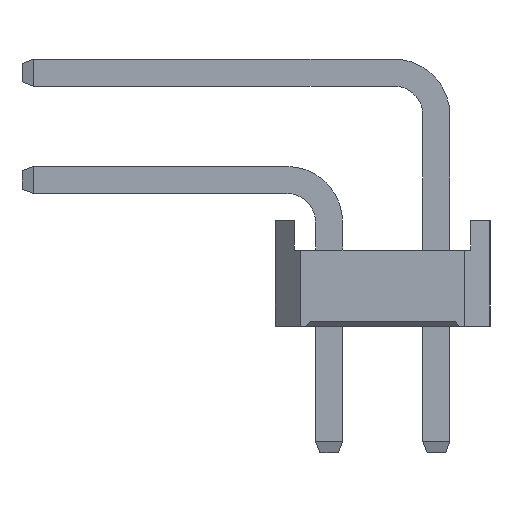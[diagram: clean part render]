
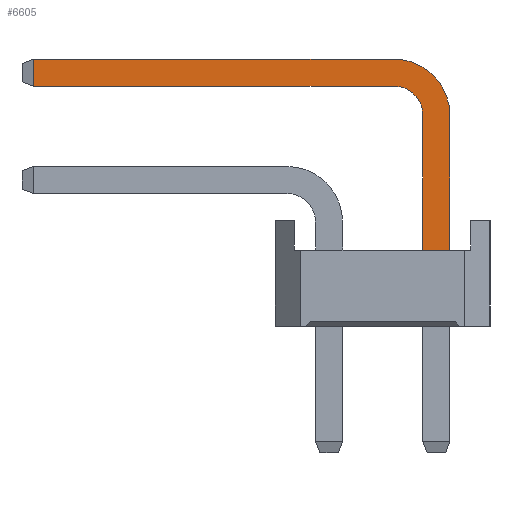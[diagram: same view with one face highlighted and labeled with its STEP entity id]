
A CAD part, left-side view. The second image highlights one B-rep face of the part: STEP entity #6605.
In plain terms, the highlighted planar face has unit normal (-1, 0, 0).
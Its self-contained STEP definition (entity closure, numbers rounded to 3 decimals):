
#6605=ADVANCED_FACE('',(#21440),#21442,.T.);
#21440=FACE_BOUND('',#21441,.T.);
#21441=EDGE_LOOP('',(#33147,#33148,#33149,#33150,#33151,#33152,#33153,#33154));
#21442=PLANE('',#21443);
#21443=AXIS2_PLACEMENT_3D('',#21444,#21445,#21446);
#21444=CARTESIAN_POINT('',(-0.32,-2.22,-3.));
#21445=DIRECTION('',(-1.,0.,0.));
#21446=DIRECTION('',(0.,-1.,0.));
#33147=ORIENTED_EDGE('',*,*,#40306,.F.);
#33148=ORIENTED_EDGE('',*,*,#40307,.F.);
#33149=ORIENTED_EDGE('',*,*,#40308,.F.);
#33150=ORIENTED_EDGE('',*,*,#40309,.F.);
#33151=ORIENTED_EDGE('',*,*,#38429,.T.);
#33152=ORIENTED_EDGE('',*,*,#40305,.T.);
#33153=ORIENTED_EDGE('',*,*,#40310,.T.);
#33154=ORIENTED_EDGE('',*,*,#40311,.T.);
#38429=EDGE_CURVE('',#43678,#43676,#43679,.T.);
#40305=EDGE_CURVE('',#43676,#46640,#46642,.T.);
#40306=EDGE_CURVE('',#46643,#46644,#46645,.T.);
#40307=EDGE_CURVE('',#46646,#46643,#46647,.T.);
#40308=EDGE_CURVE('',#46648,#46646,#46649,.T.);
#40309=EDGE_CURVE('',#43678,#46648,#46650,.T.);
#40310=EDGE_CURVE('',#46640,#46651,#46652,.T.);
#40311=EDGE_CURVE('',#46651,#46644,#46653,.T.);
#43676=VERTEX_POINT('',#52544);
#43678=VERTEX_POINT('',#52548);
#43679=LINE('',#52549,#52550);
#46640=VERTEX_POINT('',#59382);
#46642=LINE('',#59386,#59387);
#46643=VERTEX_POINT('',#59389);
#46644=VERTEX_POINT('',#59390);
#46645=LINE('',#59391,#59392);
#46646=VERTEX_POINT('',#59394);
#46647=LINE('',#59395,#59396);
#46648=VERTEX_POINT('',#59398);
#46649=CIRCLE('',#59399,0.68);
#46650=LINE('',#59403,#59404);
#46651=VERTEX_POINT('',#59406);
#46652=CIRCLE('',#59407,1.32);
#46653=LINE('',#59411,#59412);
#52544=CARTESIAN_POINT('',(-0.32,-2.86,1.8));
#52548=CARTESIAN_POINT('',(-0.32,-2.22,1.8));
#52549=CARTESIAN_POINT('',(-0.32,-2.22,1.8));
#52550=VECTOR('',#52551,1.);
#52551=DIRECTION('',(0.,-1.,0.));
#59382=CARTESIAN_POINT('',(-0.32,-2.86,5.));
#59386=CARTESIAN_POINT('',(-0.32,-2.86,1.8));
#59387=VECTOR('',#59388,1.);
#59388=DIRECTION('',(0.,0.,1.));
#59389=CARTESIAN_POINT('',(-0.32,6.995,5.68));
#59390=CARTESIAN_POINT('',(-0.32,6.995,6.32));
#59391=CARTESIAN_POINT('',(-0.32,6.995,5.68));
#59392=VECTOR('',#59393,1.);
#59393=DIRECTION('',(0.,0.,1.));
#59394=CARTESIAN_POINT('',(-0.32,-1.54,5.68));
#59395=CARTESIAN_POINT('',(-0.32,-1.54,5.68));
#59396=VECTOR('',#59397,1.);
#59397=DIRECTION('',(0.,1.,0.));
#59398=CARTESIAN_POINT('',(-0.32,-2.22,5.));
#59399=AXIS2_PLACEMENT_3D('',#59400,#59401,#59402);
#59400=CARTESIAN_POINT('',(-0.32,-1.54,5.));
#59401=DIRECTION('',(-1.,-0.,0.));
#59402=DIRECTION('',(0.,-1.,0.));
#59403=CARTESIAN_POINT('',(-0.32,-2.22,1.8));
#59404=VECTOR('',#59405,1.);
#59405=DIRECTION('',(0.,0.,1.));
#59406=CARTESIAN_POINT('',(-0.32,-1.54,6.32));
#59407=AXIS2_PLACEMENT_3D('',#59408,#59409,#59410);
#59408=CARTESIAN_POINT('',(-0.32,-1.54,5.));
#59409=DIRECTION('',(-1.,-0.,0.));
#59410=DIRECTION('',(0.,-1.,0.));
#59411=CARTESIAN_POINT('',(-0.32,-1.54,6.32));
#59412=VECTOR('',#59413,1.);
#59413=DIRECTION('',(0.,1.,0.));
